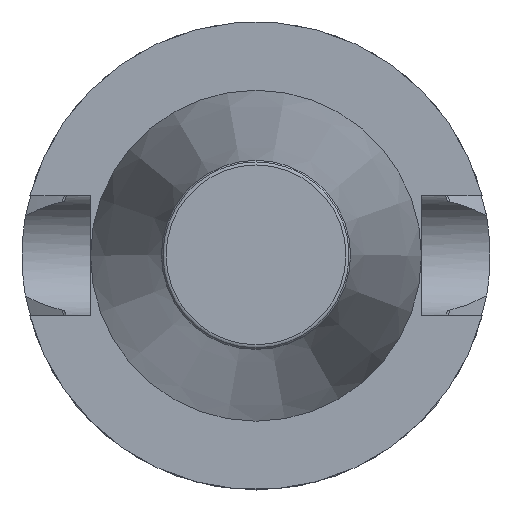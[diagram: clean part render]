
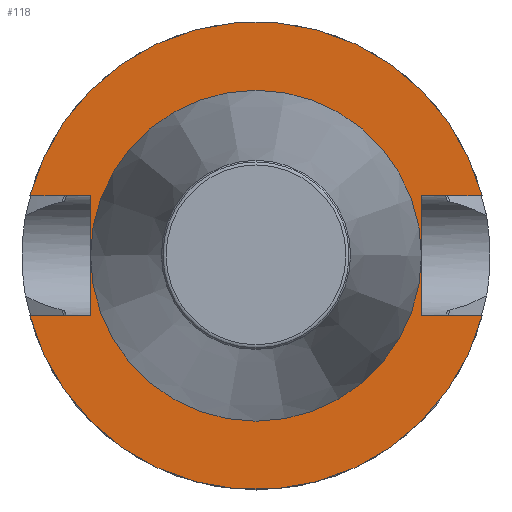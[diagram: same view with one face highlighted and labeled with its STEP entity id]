
A CAD part, top view. The second image highlights one B-rep face of the part: STEP entity #118.
In plain terms, the highlighted planar face has unit normal (0, 0, 1).
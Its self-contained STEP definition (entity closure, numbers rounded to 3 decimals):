
#118=ADVANCED_FACE('',(#170,#171),#159,.F.);
#159=PLANE('',#678);
#170=FACE_BOUND('',#208,.T.);
#171=FACE_BOUND('',#209,.T.);
#208=EDGE_LOOP('',(#303,#304,#305,#306,#307,#308,#309,#310));
#209=EDGE_LOOP('',(#311));
#268=CIRCLE('',#675,50.);
#269=CIRCLE('',#676,50.);
#270=CIRCLE('',#677,35.362);
#303=ORIENTED_EDGE('',*,*,#520,.T.);
#304=ORIENTED_EDGE('',*,*,#521,.T.);
#305=ORIENTED_EDGE('',*,*,#522,.F.);
#306=ORIENTED_EDGE('',*,*,#523,.F.);
#307=ORIENTED_EDGE('',*,*,#524,.T.);
#308=ORIENTED_EDGE('',*,*,#525,.F.);
#309=ORIENTED_EDGE('',*,*,#526,.F.);
#310=ORIENTED_EDGE('',*,*,#527,.F.);
#311=ORIENTED_EDGE('',*,*,#528,.T.);
#461=VERTEX_POINT('',#941);
#462=VERTEX_POINT('',#942);
#463=VERTEX_POINT('',#944);
#464=VERTEX_POINT('',#946);
#465=VERTEX_POINT('',#948);
#466=VERTEX_POINT('',#950);
#467=VERTEX_POINT('',#952);
#468=VERTEX_POINT('',#954);
#469=VERTEX_POINT('',#957);
#520=EDGE_CURVE('',#461,#462,#599,.T.);
#521=EDGE_CURVE('',#462,#463,#600,.T.);
#522=EDGE_CURVE('',#464,#463,#601,.T.);
#523=EDGE_CURVE('',#465,#464,#268,.T.);
#524=EDGE_CURVE('',#465,#466,#602,.T.);
#525=EDGE_CURVE('',#467,#466,#603,.T.);
#526=EDGE_CURVE('',#468,#467,#604,.T.);
#527=EDGE_CURVE('',#461,#468,#269,.T.);
#528=EDGE_CURVE('',#469,#469,#270,.T.);
#599=LINE('',#940,#621);
#600=LINE('',#943,#622);
#601=LINE('',#945,#623);
#602=LINE('',#949,#624);
#603=LINE('',#951,#625);
#604=LINE('',#953,#626);
#621=VECTOR('',#759,1.);
#622=VECTOR('',#760,1.);
#623=VECTOR('',#761,1.);
#624=VECTOR('',#764,1.);
#625=VECTOR('',#765,1.);
#626=VECTOR('',#766,1.);
#675=AXIS2_PLACEMENT_3D('',#947,#762,#763);
#676=AXIS2_PLACEMENT_3D('',#955,#767,#768);
#677=AXIS2_PLACEMENT_3D('',#956,#769,#770);
#678=AXIS2_PLACEMENT_3D('',#958,#771,#772);
#759=DIRECTION('',(1.,0.,0.));
#760=DIRECTION('',(0.,-1.,0.));
#761=DIRECTION('',(1.,0.,0.));
#762=DIRECTION('',(0.,0.,-1.));
#763=DIRECTION('',(0.966,-0.257,0.));
#764=DIRECTION('',(-1.,0.,0.));
#765=DIRECTION('',(0.,-1.,0.));
#766=DIRECTION('',(-1.,0.,0.));
#767=DIRECTION('',(0.,0.,-1.));
#768=DIRECTION('',(-0.966,0.257,0.));
#769=DIRECTION('',(0.,0.,-1.));
#770=DIRECTION('',(-1.,0.,0.));
#771=DIRECTION('',(0.,0.,-1.));
#772=DIRECTION('',(1.,0.,0.));
#940=CARTESIAN_POINT('',(-48.321,12.85,-3.));
#941=CARTESIAN_POINT('',(-48.321,12.85,-3.));
#942=CARTESIAN_POINT('',(-35.4,12.85,-3.));
#943=CARTESIAN_POINT('',(-35.4,12.05,-3.));
#944=CARTESIAN_POINT('',(-35.4,-12.85,-3.));
#945=CARTESIAN_POINT('',(-48.321,-12.85,-3.));
#946=CARTESIAN_POINT('',(-48.321,-12.85,-3.));
#947=CARTESIAN_POINT('',(0.,0.,-3.));
#948=CARTESIAN_POINT('',(48.321,-12.85,-3.));
#949=CARTESIAN_POINT('',(48.321,-12.85,-3.));
#950=CARTESIAN_POINT('',(35.4,-12.85,-3.));
#951=CARTESIAN_POINT('',(35.4,12.05,-3.));
#952=CARTESIAN_POINT('',(35.4,12.85,-3.));
#953=CARTESIAN_POINT('',(48.321,12.85,-3.));
#954=CARTESIAN_POINT('',(48.321,12.85,-3.));
#955=CARTESIAN_POINT('',(0.,0.,-3.));
#956=CARTESIAN_POINT('',(0.,0.,-3.));
#957=CARTESIAN_POINT('',(-35.362,0.,-3.));
#958=CARTESIAN_POINT('',(0.,35.362,-3.));
